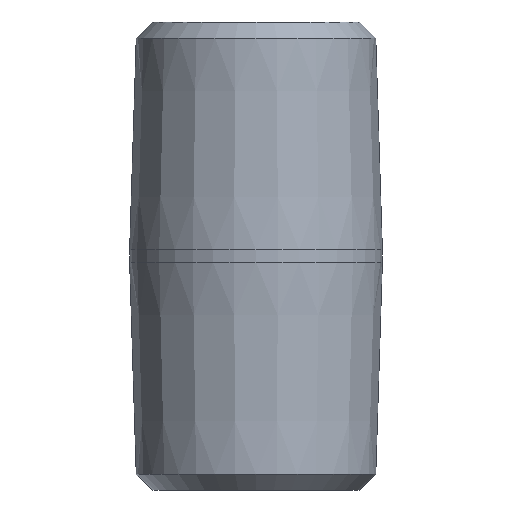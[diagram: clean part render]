
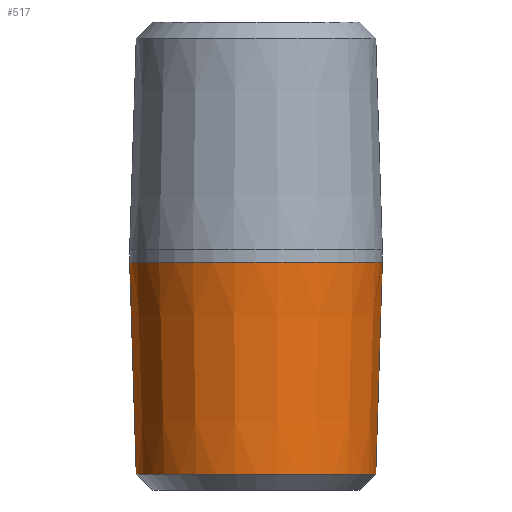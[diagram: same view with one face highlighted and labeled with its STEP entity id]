
A CAD part, front view. The second image highlights one B-rep face of the part: STEP entity #517.
In plain terms, the highlighted conical face has half-angle 1.78 degrees and reference radius 5.144 mm.
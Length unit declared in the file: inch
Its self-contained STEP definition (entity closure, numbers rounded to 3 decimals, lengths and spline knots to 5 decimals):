
#7 = EDGE_CURVE ( 'NONE', #269, #10, #325, .T. ) ;
#10 = VERTEX_POINT ( 'NONE', #328 ) ;
#41 = DIRECTION ( 'NONE',  ( 0., 0., 1. ) ) ;
#44 = ORIENTED_EDGE ( 'NONE', *, *, #312, .F. ) ;
#49 = DIRECTION ( 'NONE',  ( 1., 0., 0. ) ) ;
#58 = AXIS2_PLACEMENT_3D ( 'NONE', #300, #41, #49 ) ;
#60 = CARTESIAN_POINT ( 'NONE',  ( 0.2025, 0., 0.365 ) ) ;
#69 = DIRECTION ( 'NONE',  ( -1., 0., 0. ) ) ;
#93 = VERTEX_POINT ( 'NONE', #451 ) ;
#145 = AXIS2_PLACEMENT_3D ( 'NONE', #168, #499, #69 ) ;
#164 = AXIS2_PLACEMENT_3D ( 'NONE', #230, #393, #191 ) ;
#168 = CARTESIAN_POINT ( 'NONE',  ( 0., 0., 0.02499 ) ) ;
#170 = EDGE_LOOP ( 'NONE', ( #44, #227, #298, #471 ) ) ;
#191 = DIRECTION ( 'NONE',  ( -1., 0., 0. ) ) ;
#197 = CARTESIAN_POINT ( 'NONE',  ( 0.19193, 0., 0.02499 ) ) ;
#227 = ORIENTED_EDGE ( 'NONE', *, *, #474, .T. ) ;
#230 = CARTESIAN_POINT ( 'NONE',  ( 0., 0., 0.365 ) ) ;
#260 = CARTESIAN_POINT ( 'NONE',  ( -0.2025, 0., 0.365 ) ) ;
#269 = VERTEX_POINT ( 'NONE', #197 ) ;
#273 = CIRCLE ( 'NONE', #164, 0.2025 ) ;
#298 = ORIENTED_EDGE ( 'NONE', *, *, #7, .T. ) ;
#300 = CARTESIAN_POINT ( 'NONE',  ( 0., 0., 0.365 ) ) ;
#302 = CONICAL_SURFACE ( 'NONE', #58, 0.2025, 0.031 ) ;
#305 = EDGE_CURVE ( 'NONE', #10, #543, #273, .T. ) ;
#307 = VECTOR ( 'NONE', #490, 39.37008 ) ;
#312 = EDGE_CURVE ( 'NONE', #93, #543, #397, .T. ) ;
#325 = LINE ( 'NONE', #60, #307 ) ;
#328 = CARTESIAN_POINT ( 'NONE',  ( 0.2025, 0., 0.365 ) ) ;
#352 = CARTESIAN_POINT ( 'NONE',  ( -0.2025, 0., 0.365 ) ) ;
#378 = CIRCLE ( 'NONE', #145, 0.19193 ) ;
#393 = DIRECTION ( 'NONE',  ( 0., 0., -1. ) ) ;
#397 = LINE ( 'NONE', #352, #431 ) ;
#431 = VECTOR ( 'NONE', #478, 39.37008 ) ;
#451 = CARTESIAN_POINT ( 'NONE',  ( -0.19193, 0., 0.02499 ) ) ;
#464 = FACE_OUTER_BOUND ( 'NONE', #170, .T. ) ;
#471 = ORIENTED_EDGE ( 'NONE', *, *, #305, .T. ) ;
#474 = EDGE_CURVE ( 'NONE', #93, #269, #378, .T. ) ;
#478 = DIRECTION ( 'NONE',  ( -0.031, 0., 1. ) ) ;
#490 = DIRECTION ( 'NONE',  ( 0.031, 0., 1. ) ) ;
#499 = DIRECTION ( 'NONE',  ( 0., 0., 1. ) ) ;
#517 = ADVANCED_FACE ( 'NONE', ( #464 ), #302, .T. ) ;
#543 = VERTEX_POINT ( 'NONE', #260 ) ;
